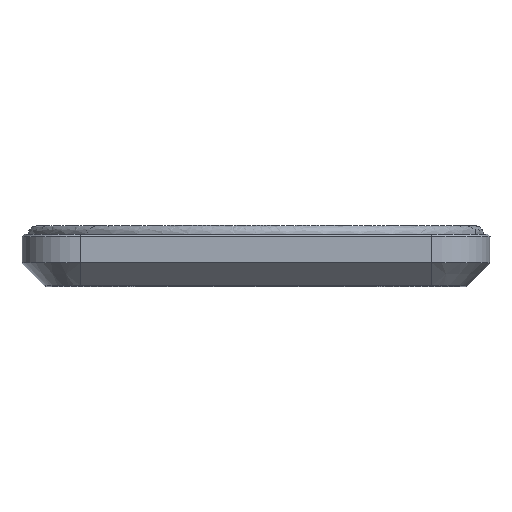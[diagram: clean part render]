
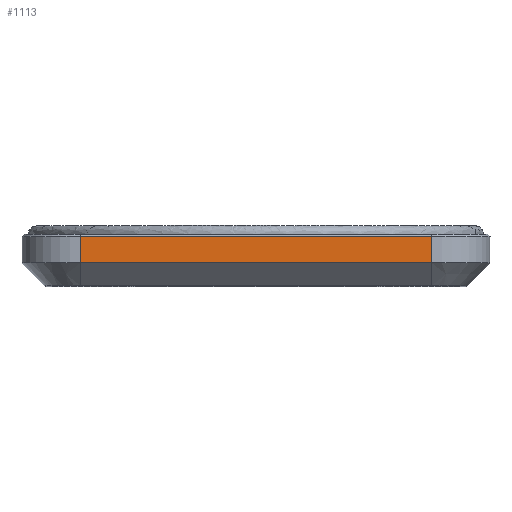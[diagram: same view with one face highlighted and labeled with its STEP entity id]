
A CAD part, top view. The second image highlights one B-rep face of the part: STEP entity #1113.
In plain terms, the highlighted planar face has unit normal (0, 0, 1).
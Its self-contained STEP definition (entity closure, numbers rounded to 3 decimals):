
#1 = CARTESIAN_POINT ( 'NONE',  ( -25.4, 5.35, 25.4 ) ) ;
#37 = ORIENTED_EDGE ( 'NONE', *, *, #1339, .F. ) ;
#60 = DIRECTION ( 'NONE',  ( 0., -1., 0. ) ) ;
#140 = VECTOR ( 'NONE', #960, 1000. ) ;
#141 = EDGE_CURVE ( 'NONE', #1463, #692, #822, .T. ) ;
#189 = EDGE_CURVE ( 'NONE', #686, #1463, #842, .T. ) ;
#303 = CARTESIAN_POINT ( 'NONE',  ( 19.05, 2.5, 25.4 ) ) ;
#310 = CARTESIAN_POINT ( 'NONE',  ( 19.05, 5.6, 25.4 ) ) ;
#317 = VERTEX_POINT ( 'NONE', #1082 ) ;
#321 = DIRECTION ( 'NONE',  ( 1., 0., 0. ) ) ;
#333 = DIRECTION ( 'NONE',  ( 0., 0., -1. ) ) ;
#340 = DIRECTION ( 'NONE',  ( -1., 0., 0. ) ) ;
#389 = ORIENTED_EDGE ( 'NONE', *, *, #747, .T. ) ;
#438 = CARTESIAN_POINT ( 'NONE',  ( -19.05, 5.35, 25.4 ) ) ;
#663 = CARTESIAN_POINT ( 'NONE',  ( 19.05, 5.35, 25.4 ) ) ;
#686 = VERTEX_POINT ( 'NONE', #1266 ) ;
#692 = VERTEX_POINT ( 'NONE', #663 ) ;
#697 = DIRECTION ( 'NONE',  ( 0., 1., 0. ) ) ;
#726 = AXIS2_PLACEMENT_3D ( 'NONE', #1387, #333, #340 ) ;
#747 = EDGE_CURVE ( 'NONE', #686, #317, #1486, .T. ) ;
#753 = EDGE_LOOP ( 'NONE', ( #37, #979, #850, #389 ) ) ;
#794 = LINE ( 'NONE', #310, #1080 ) ;
#822 = LINE ( 'NONE', #1, #140 ) ;
#842 = LINE ( 'NONE', #1076, #1189 ) ;
#850 = ORIENTED_EDGE ( 'NONE', *, *, #189, .F. ) ;
#960 = DIRECTION ( 'NONE',  ( 1., 0., 0. ) ) ;
#979 = ORIENTED_EDGE ( 'NONE', *, *, #141, .F. ) ;
#1076 = CARTESIAN_POINT ( 'NONE',  ( -19.05, 5.6, 25.4 ) ) ;
#1080 = VECTOR ( 'NONE', #60, 1000. ) ;
#1082 = CARTESIAN_POINT ( 'NONE',  ( 19.05, 2.5, 25.4 ) ) ;
#1113 = ADVANCED_FACE ( 'NONE', ( #1506 ), #1498, .F. ) ;
#1189 = VECTOR ( 'NONE', #697, 1000. ) ;
#1266 = CARTESIAN_POINT ( 'NONE',  ( -19.05, 2.5, 25.4 ) ) ;
#1284 = VECTOR ( 'NONE', #321, 1000. ) ;
#1339 = EDGE_CURVE ( 'NONE', #692, #317, #794, .T. ) ;
#1387 = CARTESIAN_POINT ( 'NONE',  ( -25.4, 5.6, 25.4 ) ) ;
#1463 = VERTEX_POINT ( 'NONE', #438 ) ;
#1486 = LINE ( 'NONE', #303, #1284 ) ;
#1498 = PLANE ( 'NONE',  #726 ) ;
#1506 = FACE_OUTER_BOUND ( 'NONE', #753, .T. ) ;
